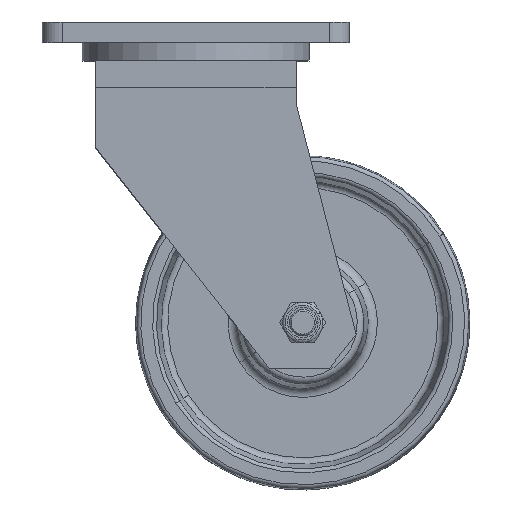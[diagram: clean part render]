
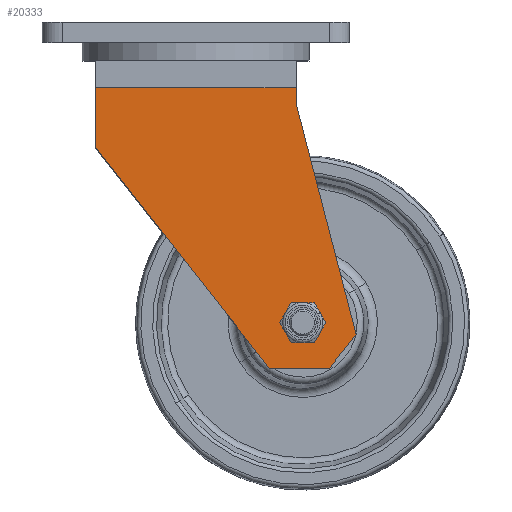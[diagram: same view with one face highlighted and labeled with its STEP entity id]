
A CAD part, top view. The second image highlights one B-rep face of the part: STEP entity #20333.
In plain terms, the highlighted planar face has unit normal (0, 0, 1).
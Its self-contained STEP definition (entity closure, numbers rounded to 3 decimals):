
#377 = LINE ( 'NONE', #6415, #5015 ) ;
#518 = VERTEX_POINT ( 'NONE', #21180 ) ;
#911 = EDGE_CURVE ( 'NONE', #20764, #3011, #10242, .T. ) ;
#1046 = EDGE_CURVE ( 'NONE', #21186, #7077, #6074, .T. ) ;
#1363 = LINE ( 'NONE', #15361, #9908 ) ;
#1657 = CARTESIAN_POINT ( 'NONE',  ( 55., -259., 88.5 ) ) ;
#1769 = DIRECTION ( 'NONE',  ( 0., 1., 0. ) ) ;
#1963 = CARTESIAN_POINT ( 'NONE',  ( 80., -225., 88.5 ) ) ;
#2400 = VERTEX_POINT ( 'NONE', #1657 ) ;
#2420 = ORIENTED_EDGE ( 'NONE', *, *, #17836, .T. ) ;
#2586 = ORIENTED_EDGE ( 'NONE', *, *, #16294, .T. ) ;
#2801 = VERTEX_POINT ( 'NONE', #4466 ) ;
#2884 = LINE ( 'NONE', #8043, #6425 ) ;
#3011 = VERTEX_POINT ( 'NONE', #21808 ) ;
#3761 = ORIENTED_EDGE ( 'NONE', *, *, #1046, .T. ) ;
#4392 = LINE ( 'NONE', #14385, #14119 ) ;
#4413 = VECTOR ( 'NONE', #16403, 1000. ) ;
#4466 = CARTESIAN_POINT ( 'NONE',  ( 100., -259., 88.5 ) ) ;
#4866 = DIRECTION ( 'NONE',  ( 0., 1., 0. ) ) ;
#4926 = DIRECTION ( 'NONE',  ( -1., 0., 0. ) ) ;
#5015 = VECTOR ( 'NONE', #4926, 1000. ) ;
#5288 = AXIS2_PLACEMENT_3D ( 'NONE', #10550, #12371, #1769 ) ;
#6074 = LINE ( 'NONE', #7393, #4413 ) ;
#6372 = EDGE_CURVE ( 'NONE', #7077, #21775, #377, .T. ) ;
#6415 = CARTESIAN_POINT ( 'NONE',  ( 75., -49., 88.5 ) ) ;
#6425 = VECTOR ( 'NONE', #9800, 1000. ) ;
#7077 = VERTEX_POINT ( 'NONE', #12468 ) ;
#7393 = CARTESIAN_POINT ( 'NONE',  ( 75., -61., 88.5 ) ) ;
#7600 = ORIENTED_EDGE ( 'NONE', *, *, #6372, .T. ) ;
#8043 = CARTESIAN_POINT ( 'NONE',  ( -75., -94., 88.5 ) ) ;
#8124 = ORIENTED_EDGE ( 'NONE', *, *, #13486, .T. ) ;
#8320 = FACE_OUTER_BOUND ( 'NONE', #22376, .T. ) ;
#8443 = ORIENTED_EDGE ( 'NONE', *, *, #16433, .T. ) ;
#8514 = DIRECTION ( 'NONE',  ( 0., -1., 0. ) ) ;
#8651 = EDGE_LOOP ( 'NONE', ( #15411, #22815 ) ) ;
#9800 = DIRECTION ( 'NONE',  ( 0.619, -0.785, 0. ) ) ;
#9908 = VECTOR ( 'NONE', #17300, 1000. ) ;
#10242 = CIRCLE ( 'NONE', #16895, 10. ) ;
#10440 = CARTESIAN_POINT ( 'NONE',  ( -75., -49., 88.5 ) ) ;
#10550 = CARTESIAN_POINT ( 'NONE',  ( 80., -225., 88.5 ) ) ;
#10663 = DIRECTION ( 'NONE',  ( 0., 1., 0. ) ) ;
#11729 = PLANE ( 'NONE',  #14347 ) ;
#11989 = EDGE_CURVE ( 'NONE', #21775, #518, #21310, .T. ) ;
#12371 = DIRECTION ( 'NONE',  ( 0., 0., 1. ) ) ;
#12468 = CARTESIAN_POINT ( 'NONE',  ( 75., -49., 88.5 ) ) ;
#13486 = EDGE_CURVE ( 'NONE', #518, #2400, #2884, .T. ) ;
#13575 = DIRECTION ( 'NONE',  ( 0., 0., 1. ) ) ;
#14119 = VECTOR ( 'NONE', #21676, 1000. ) ;
#14347 = AXIS2_PLACEMENT_3D ( 'NONE', #15451, #13575, #4866 ) ;
#14385 = CARTESIAN_POINT ( 'NONE',  ( 100., -259., 88.5 ) ) ;
#14588 = CARTESIAN_POINT ( 'NONE',  ( 75., -61., 88.5 ) ) ;
#14853 = CARTESIAN_POINT ( 'NONE',  ( 80., -215., 88.5 ) ) ;
#15361 = CARTESIAN_POINT ( 'NONE',  ( 120., -234., 88.5 ) ) ;
#15411 = ORIENTED_EDGE ( 'NONE', *, *, #17292, .F. ) ;
#15451 = CARTESIAN_POINT ( 'NONE',  ( 0., -49., 88.5 ) ) ;
#15458 = VERTEX_POINT ( 'NONE', #15748 ) ;
#15748 = CARTESIAN_POINT ( 'NONE',  ( 120., -234., 88.5 ) ) ;
#16021 = VECTOR ( 'NONE', #8514, 1000. ) ;
#16287 = LINE ( 'NONE', #20068, #17676 ) ;
#16294 = EDGE_CURVE ( 'NONE', #15458, #21186, #1363, .T. ) ;
#16403 = DIRECTION ( 'NONE',  ( 0., 1., 0. ) ) ;
#16433 = EDGE_CURVE ( 'NONE', #2400, #2801, #16287, .T. ) ;
#16650 = DIRECTION ( 'NONE',  ( 1., 0., 0. ) ) ;
#16895 = AXIS2_PLACEMENT_3D ( 'NONE', #1963, #21316, #10663 ) ;
#17292 = EDGE_CURVE ( 'NONE', #3011, #20764, #18612, .T. ) ;
#17300 = DIRECTION ( 'NONE',  ( -0.252, 0.968, 0. ) ) ;
#17676 = VECTOR ( 'NONE', #16650, 1000. ) ;
#17836 = EDGE_CURVE ( 'NONE', #2801, #15458, #4392, .T. ) ;
#17904 = ORIENTED_EDGE ( 'NONE', *, *, #11989, .T. ) ;
#18612 = CIRCLE ( 'NONE', #5288, 10. ) ;
#19151 = CARTESIAN_POINT ( 'NONE',  ( -75., -49., 88.5 ) ) ;
#20068 = CARTESIAN_POINT ( 'NONE',  ( 55., -259., 88.5 ) ) ;
#20333 = ADVANCED_FACE ( 'NONE', ( #8320, #22454 ), #11729, .T. ) ;
#20764 = VERTEX_POINT ( 'NONE', #14853 ) ;
#21180 = CARTESIAN_POINT ( 'NONE',  ( -75., -94., 88.5 ) ) ;
#21186 = VERTEX_POINT ( 'NONE', #14588 ) ;
#21310 = LINE ( 'NONE', #19151, #16021 ) ;
#21316 = DIRECTION ( 'NONE',  ( 0., 0., 1. ) ) ;
#21676 = DIRECTION ( 'NONE',  ( 0.625, 0.781, 0. ) ) ;
#21775 = VERTEX_POINT ( 'NONE', #10440 ) ;
#21808 = CARTESIAN_POINT ( 'NONE',  ( 80., -235., 88.5 ) ) ;
#22376 = EDGE_LOOP ( 'NONE', ( #7600, #17904, #8124, #8443, #2420, #2586, #3761 ) ) ;
#22454 = FACE_BOUND ( 'NONE', #8651, .T. ) ;
#22815 = ORIENTED_EDGE ( 'NONE', *, *, #911, .F. ) ;
